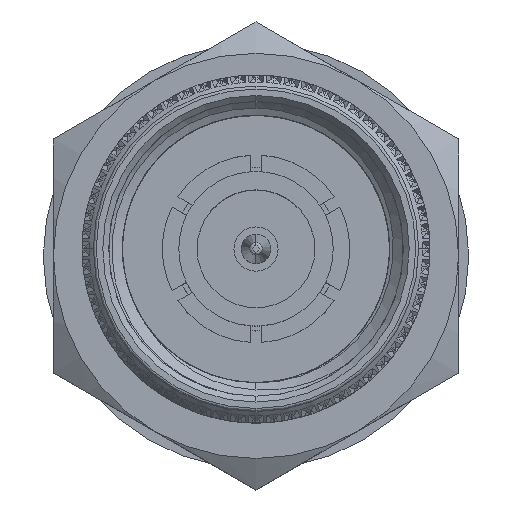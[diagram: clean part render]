
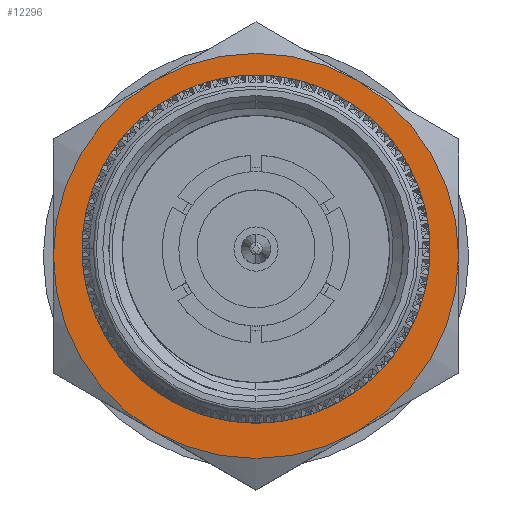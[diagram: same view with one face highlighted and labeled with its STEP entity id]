
A CAD part, top view. The second image highlights one B-rep face of the part: STEP entity #12296.
In plain terms, the highlighted face is planar.
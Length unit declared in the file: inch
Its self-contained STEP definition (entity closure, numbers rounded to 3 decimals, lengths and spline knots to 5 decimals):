
#40 = CIRCLE ( 'NONE', #98, 0.34375 ) ;
#98 = AXIS2_PLACEMENT_3D ( 'NONE', #101320, #11757, #12133 ) ;
#3565 = CARTESIAN_POINT ( 'NONE',  ( 0.94, 0.17187, 0.2977 ) ) ;
#4942 = DIRECTION ( 'NONE',  ( 0., 1., 0. ) ) ;
#8706 = CARTESIAN_POINT ( 'NONE',  ( 0.94, 0., 0. ) ) ;
#9171 = EDGE_CURVE ( 'NONE', #66835, #9948, #36533, .T. ) ;
#9948 = VERTEX_POINT ( 'NONE', #53941 ) ;
#10327 = ORIENTED_EDGE ( 'NONE', *, *, #49501, .F. ) ;
#10639 = AXIS2_PLACEMENT_3D ( 'NONE', #19676, #38366, #30216 ) ;
#11757 = DIRECTION ( 'NONE',  ( 1., 0., 0. ) ) ;
#11966 = AXIS2_PLACEMENT_3D ( 'NONE', #77502, #51586, #50040 ) ;
#12133 = DIRECTION ( 'NONE',  ( 0., 1., 0. ) ) ;
#12296 = ADVANCED_FACE ( 'NONE', ( #27909, #61426 ), #25709, .F. ) ;
#19676 = CARTESIAN_POINT ( 'NONE',  ( 0.94, 0., 0. ) ) ;
#24152 = CARTESIAN_POINT ( 'NONE',  ( 0.94, -0.17188, 0.2977 ) ) ;
#25351 = DIRECTION ( 'NONE',  ( 1., 0., 0. ) ) ;
#25709 = PLANE ( 'NONE',  #27996 ) ;
#25734 = DIRECTION ( 'NONE',  ( 0., -1., 0. ) ) ;
#27909 = FACE_BOUND ( 'NONE', #98058, .T. ) ;
#27996 = AXIS2_PLACEMENT_3D ( 'NONE', #96199, #97333, #52678 ) ;
#30216 = DIRECTION ( 'NONE',  ( 0., 1., 0. ) ) ;
#31422 = CARTESIAN_POINT ( 'NONE',  ( 0.94, 0., 0. ) ) ;
#32499 = CIRCLE ( 'NONE', #47659, 0.34375 ) ;
#33903 = EDGE_CURVE ( 'NONE', #45585, #81014, #40, .T. ) ;
#36533 = CIRCLE ( 'NONE', #39566, 0.34375 ) ;
#37272 = CARTESIAN_POINT ( 'NONE',  ( 0.94, 0.34375, 0. ) ) ;
#37438 = ORIENTED_EDGE ( 'NONE', *, *, #54411, .T. ) ;
#38366 = DIRECTION ( 'NONE',  ( 1., 0., 0. ) ) ;
#38997 = CIRCLE ( 'NONE', #81233, 0.25 ) ;
#39566 = AXIS2_PLACEMENT_3D ( 'NONE', #97665, #106196, #43184 ) ;
#41097 = VERTEX_POINT ( 'NONE', #100958 ) ;
#42278 = ORIENTED_EDGE ( 'NONE', *, *, #106990, .T. ) ;
#43184 = DIRECTION ( 'NONE',  ( 0., 1., 0. ) ) ;
#44014 = ORIENTED_EDGE ( 'NONE', *, *, #78590, .T. ) ;
#44581 = DIRECTION ( 'NONE',  ( 1., 0., 0. ) ) ;
#45139 = ORIENTED_EDGE ( 'NONE', *, *, #113280, .T. ) ;
#45585 = VERTEX_POINT ( 'NONE', #37272 ) ;
#47659 = AXIS2_PLACEMENT_3D ( 'NONE', #8706, #44581, #107192 ) ;
#49501 = EDGE_CURVE ( 'NONE', #41097, #61747, #38997, .T. ) ;
#50040 = DIRECTION ( 'NONE',  ( 0., 1., 0. ) ) ;
#50488 = AXIS2_PLACEMENT_3D ( 'NONE', #94614, #112514, #94985 ) ;
#51586 = DIRECTION ( 'NONE',  ( 1., 0., 0. ) ) ;
#52678 = DIRECTION ( 'NONE',  ( 0., -1., 0. ) ) ;
#53941 = CARTESIAN_POINT ( 'NONE',  ( 0.94, -0.17188, -0.2977 ) ) ;
#54411 = EDGE_CURVE ( 'NONE', #63803, #45585, #84273, .T. ) ;
#59224 = ORIENTED_EDGE ( 'NONE', *, *, #33903, .T. ) ;
#61426 = FACE_OUTER_BOUND ( 'NONE', #103647, .T. ) ;
#61747 = VERTEX_POINT ( 'NONE', #88591 ) ;
#63803 = VERTEX_POINT ( 'NONE', #83904 ) ;
#66835 = VERTEX_POINT ( 'NONE', #99527 ) ;
#68379 = EDGE_CURVE ( 'NONE', #61747, #41097, #104493, .T. ) ;
#72395 = VERTEX_POINT ( 'NONE', #24152 ) ;
#77502 = CARTESIAN_POINT ( 'NONE',  ( 0.94, 0., 0. ) ) ;
#78590 = EDGE_CURVE ( 'NONE', #9948, #63803, #81129, .T. ) ;
#79421 = ORIENTED_EDGE ( 'NONE', *, *, #68379, .F. ) ;
#81014 = VERTEX_POINT ( 'NONE', #3565 ) ;
#81129 = CIRCLE ( 'NONE', #108559, 0.34375 ) ;
#81233 = AXIS2_PLACEMENT_3D ( 'NONE', #87611, #25351, #25734 ) ;
#83904 = CARTESIAN_POINT ( 'NONE',  ( 0.94, 0.17187, -0.2977 ) ) ;
#84273 = CIRCLE ( 'NONE', #10639, 0.34375 ) ;
#85887 = DIRECTION ( 'NONE',  ( 1., 0., 0. ) ) ;
#87611 = CARTESIAN_POINT ( 'NONE',  ( 0.94, 0., 0. ) ) ;
#88591 = CARTESIAN_POINT ( 'NONE',  ( 0.94, -0.25, 0. ) ) ;
#89168 = ORIENTED_EDGE ( 'NONE', *, *, #9171, .T. ) ;
#89516 = CIRCLE ( 'NONE', #11966, 0.34375 ) ;
#94614 = CARTESIAN_POINT ( 'NONE',  ( 0.94, 0., 0. ) ) ;
#94985 = DIRECTION ( 'NONE',  ( 0., -1., 0. ) ) ;
#96199 = CARTESIAN_POINT ( 'NONE',  ( 0.94, 0.4, 0. ) ) ;
#97333 = DIRECTION ( 'NONE',  ( -1., 0., 0. ) ) ;
#97665 = CARTESIAN_POINT ( 'NONE',  ( 0.94, 0., 0. ) ) ;
#98058 = EDGE_LOOP ( 'NONE', ( #79421, #10327 ) ) ;
#99527 = CARTESIAN_POINT ( 'NONE',  ( 0.94, -0.34375, 0. ) ) ;
#100958 = CARTESIAN_POINT ( 'NONE',  ( 0.94, 0.25, 0. ) ) ;
#101320 = CARTESIAN_POINT ( 'NONE',  ( 0.94, 0., 0. ) ) ;
#103647 = EDGE_LOOP ( 'NONE', ( #42278, #89168, #44014, #37438, #59224, #45139 ) ) ;
#104493 = CIRCLE ( 'NONE', #50488, 0.25 ) ;
#106196 = DIRECTION ( 'NONE',  ( 1., 0., 0. ) ) ;
#106990 = EDGE_CURVE ( 'NONE', #72395, #66835, #32499, .T. ) ;
#107192 = DIRECTION ( 'NONE',  ( 0., 1., 0. ) ) ;
#108559 = AXIS2_PLACEMENT_3D ( 'NONE', #31422, #85887, #4942 ) ;
#112514 = DIRECTION ( 'NONE',  ( 1., 0., 0. ) ) ;
#113280 = EDGE_CURVE ( 'NONE', #81014, #72395, #89516, .T. ) ;
